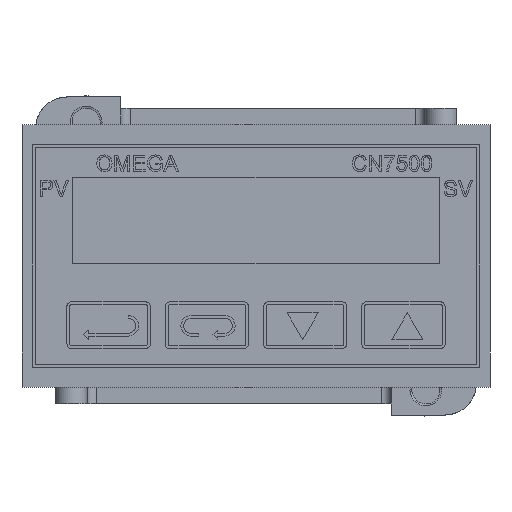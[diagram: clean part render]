
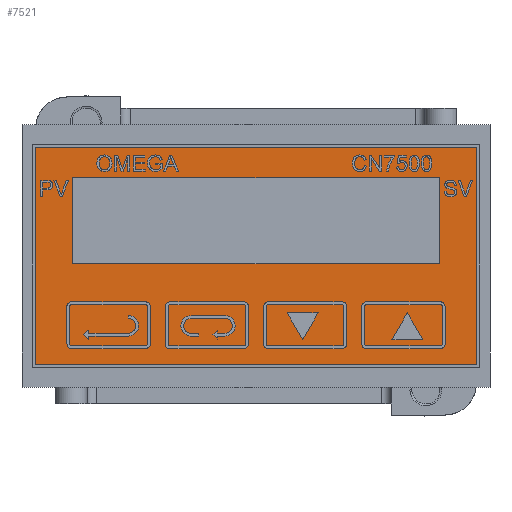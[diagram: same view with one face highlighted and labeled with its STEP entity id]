
A CAD part, front view. The second image highlights one B-rep face of the part: STEP entity #7521.
In plain terms, the highlighted free-form (B-spline) face has degree [1, 1] with [2, 2] control points.
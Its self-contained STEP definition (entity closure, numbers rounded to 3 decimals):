
#7390 = VERTEX_POINT('',#7391);
#7391 = CARTESIAN_POINT('',(30.397,-4.379,
    -14.941));
#7396 = EDGE_CURVE('',#7390,#7397,#7399,.T.);
#7397 = VERTEX_POINT('',#7398);
#7398 = CARTESIAN_POINT('',(30.397,-4.379,
    14.941));
#7399 = B_SPLINE_CURVE_WITH_KNOTS('',1,(#7400,#7401),.UNSPECIFIED.,.F.,
  .F.,(2,2),(0.,23.2),.PIECEWISE_BEZIER_KNOTS.);
#7400 = CARTESIAN_POINT('',(30.397,-4.379,
    -14.941));
#7401 = CARTESIAN_POINT('',(30.397,-4.379,
    14.941));
#7426 = VERTEX_POINT('',#7427);
#7427 = CARTESIAN_POINT('',(-30.397,-4.379,
    -14.941));
#7432 = EDGE_CURVE('',#7426,#7390,#7433,.T.);
#7433 = B_SPLINE_CURVE_WITH_KNOTS('',1,(#7434,#7435),.UNSPECIFIED.,.F.,
  .F.,(2,2),(0.,47.2),.PIECEWISE_BEZIER_KNOTS.);
#7434 = CARTESIAN_POINT('',(-30.397,-4.379,
    -14.941));
#7435 = CARTESIAN_POINT('',(30.397,-4.379,
    -14.941));
#7452 = EDGE_CURVE('',#7397,#7453,#7455,.T.);
#7453 = VERTEX_POINT('',#7454);
#7454 = CARTESIAN_POINT('',(-30.397,-4.379,
    14.941));
#7455 = B_SPLINE_CURVE_WITH_KNOTS('',1,(#7456,#7457),.UNSPECIFIED.,.F.,
  .F.,(2,2),(0.,47.2),.PIECEWISE_BEZIER_KNOTS.);
#7456 = CARTESIAN_POINT('',(30.397,-4.379,
    14.941));
#7457 = CARTESIAN_POINT('',(-30.397,-4.379,
    14.941));
#7521 = ADVANCED_FACE('',(#7522,#7532),#7562,.F.);
#7522 = FACE_BOUND('',#7523,.F.);
#7523 = EDGE_LOOP('',(#7524,#7525,#7526,#7531));
#7524 = ORIENTED_EDGE('',*,*,#7396,.F.);
#7525 = ORIENTED_EDGE('',*,*,#7432,.F.);
#7526 = ORIENTED_EDGE('',*,*,#7527,.F.);
#7527 = EDGE_CURVE('',#7453,#7426,#7528,.T.);
#7528 = B_SPLINE_CURVE_WITH_KNOTS('',1,(#7529,#7530),.UNSPECIFIED.,.F.,
  .F.,(2,2),(0.,23.2),.PIECEWISE_BEZIER_KNOTS.);
#7529 = CARTESIAN_POINT('',(-30.397,-4.379,
    14.941));
#7530 = CARTESIAN_POINT('',(-30.397,-4.379,
    -14.941));
#7531 = ORIENTED_EDGE('',*,*,#7452,.F.);
#7532 = FACE_BOUND('',#7533,.F.);
#7533 = EDGE_LOOP('',(#7534,#7543,#7550,#7557));
#7534 = ORIENTED_EDGE('',*,*,#7535,.T.);
#7535 = EDGE_CURVE('',#7536,#7538,#7540,.T.);
#7536 = VERTEX_POINT('',#7537);
#7537 = CARTESIAN_POINT('',(-25.245,-4.379,
    10.755));
#7538 = VERTEX_POINT('',#7539);
#7539 = CARTESIAN_POINT('',(-25.245,-4.379,
    -1.095));
#7540 = B_SPLINE_CURVE_WITH_KNOTS('',1,(#7541,#7542),.UNSPECIFIED.,.F.,
  .F.,(2,2),(0.,9.2),.PIECEWISE_BEZIER_KNOTS.);
#7541 = CARTESIAN_POINT('',(-25.245,-4.379,
    10.755));
#7542 = CARTESIAN_POINT('',(-25.245,-4.379,
    -1.095));
#7543 = ORIENTED_EDGE('',*,*,#7544,.T.);
#7544 = EDGE_CURVE('',#7538,#7545,#7547,.T.);
#7545 = VERTEX_POINT('',#7546);
#7546 = CARTESIAN_POINT('',(25.245,-4.379,
    -1.095));
#7547 = B_SPLINE_CURVE_WITH_KNOTS('',1,(#7548,#7549),.UNSPECIFIED.,.F.,
  .F.,(2,2),(0.,39.2),.PIECEWISE_BEZIER_KNOTS.);
#7548 = CARTESIAN_POINT('',(-25.245,-4.379,
    -1.095));
#7549 = CARTESIAN_POINT('',(25.245,-4.379,
    -1.095));
#7550 = ORIENTED_EDGE('',*,*,#7551,.T.);
#7551 = EDGE_CURVE('',#7545,#7552,#7554,.T.);
#7552 = VERTEX_POINT('',#7553);
#7553 = CARTESIAN_POINT('',(25.245,-4.379,
    10.755));
#7554 = B_SPLINE_CURVE_WITH_KNOTS('',1,(#7555,#7556),.UNSPECIFIED.,.F.,
  .F.,(2,2),(0.,9.2),.PIECEWISE_BEZIER_KNOTS.);
#7555 = CARTESIAN_POINT('',(25.245,-4.379,
    -1.095));
#7556 = CARTESIAN_POINT('',(25.245,-4.379,
    10.755));
#7557 = ORIENTED_EDGE('',*,*,#7558,.T.);
#7558 = EDGE_CURVE('',#7552,#7536,#7559,.T.);
#7559 = B_SPLINE_CURVE_WITH_KNOTS('',1,(#7560,#7561),.UNSPECIFIED.,.F.,
  .F.,(2,2),(0.,39.2),.PIECEWISE_BEZIER_KNOTS.);
#7560 = CARTESIAN_POINT('',(25.245,-4.379,
    10.755));
#7561 = CARTESIAN_POINT('',(-25.245,-4.379,
    10.755));
#7562 = B_SPLINE_SURFACE_WITH_KNOTS('',1,1,(
    (#7563,#7564)
    ,(#7565,#7566
    )),.UNSPECIFIED.,.F.,.F.,.F.,(2,2),(2,2),(-11.6,11.6),(-23.6,23.6),
  .PIECEWISE_BEZIER_KNOTS.);
#7563 = CARTESIAN_POINT('',(-30.397,-4.379,
    -14.941));
#7564 = CARTESIAN_POINT('',(30.397,-4.379,
    -14.941));
#7565 = CARTESIAN_POINT('',(-30.397,-4.379,
    14.941));
#7566 = CARTESIAN_POINT('',(30.397,-4.379,
    14.941));
